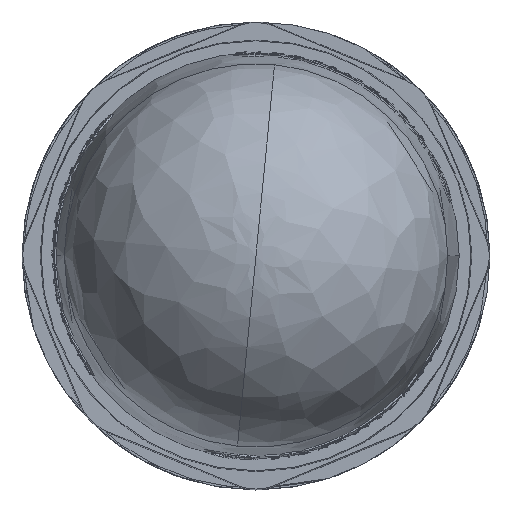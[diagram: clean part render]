
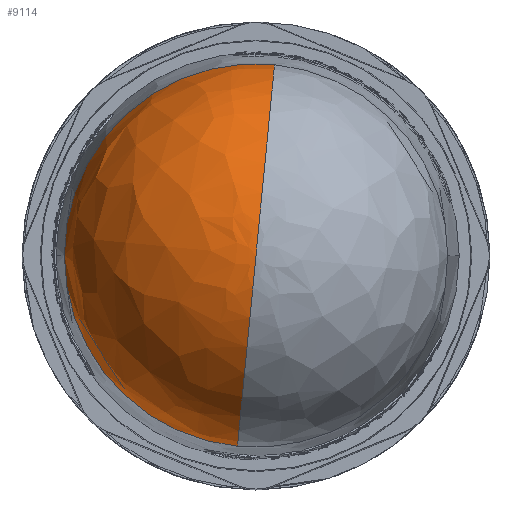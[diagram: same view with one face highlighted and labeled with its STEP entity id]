
A CAD part, top view. The second image highlights one B-rep face of the part: STEP entity #9114.
In plain terms, the highlighted free-form (B-spline) face has degree [3, 3] with [4, 4] control points.
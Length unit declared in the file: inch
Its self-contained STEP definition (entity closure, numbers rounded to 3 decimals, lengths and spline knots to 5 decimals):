
#325 = CARTESIAN_POINT ( 'NONE',  ( -0.03346, 0.00689, 1.04449 ) ) ;
#1618 = CARTESIAN_POINT ( 'NONE',  ( -0.03346, 0.00689, 0.57992 ) ) ;
#2918 = CARTESIAN_POINT ( 'NONE',  ( -0.57057, -0.19938, 1.04449 ) ) ;
#5668 = CARTESIAN_POINT ( 'NONE',  ( -0.00855, 0.26299, 1.04449 ) ) ;
#5892 = CARTESIAN_POINT ( 'NONE',  ( -0.07834, -0.45437, 0.61233 ) ) ;
#6060 = AXIS2_PLACEMENT_3D ( 'NONE', #16966, #22368, #27882 ) ;
#6136 = CIRCLE ( 'NONE', #6060, 0.46457 ) ;
#6146 = EDGE_CURVE ( 'NONE', #10400, #30096, #21441, .T. ) ;
#7410 = DIRECTION ( 'NONE',  ( 0.995, -0.097, 0. ) ) ;
#7486 = ORIENTED_EDGE ( 'NONE', *, *, #19609, .T. ) ;
#7763 = EDGE_CURVE ( 'NONE', #12869, #24024, #12982, .T. ) ;
#8280 = CARTESIAN_POINT ( 'NONE',  ( 0.01141, 0.46815, 0.61233 ) ) ;
#8400 = CARTESIAN_POINT ( 'NONE',  ( -0.03346, 0.00689, 1.04449 ) ) ;
#9114 = ADVANCED_FACE ( 'NONE', ( #20029 ), #20310, .T. ) ;
#10400 = VERTEX_POINT ( 'NONE', #23413 ) ;
#10892 = CARTESIAN_POINT ( 'NONE',  ( -0.91111, 0.5579, 0.61233 ) ) ;
#11139 = CARTESIAN_POINT ( 'NONE',  ( -1.00085, -0.36462, 0.61233 ) ) ;
#11166 = EDGE_CURVE ( 'NONE', #12869, #10400, #15731, .T. ) ;
#12869 = VERTEX_POINT ( 'NONE', #14111 ) ;
#12982 = CIRCLE ( 'NONE', #13973, 0.46457 ) ;
#12983 = CARTESIAN_POINT ( 'NONE',  ( 0.00967, 0.45028, 0.86901 ) ) ;
#13390 = DIRECTION ( 'NONE',  ( 0., 0., 1. ) ) ;
#13697 = CARTESIAN_POINT ( 'NONE',  ( -0.0766, -0.4365, 0.86901 ) ) ;
#13973 = AXIS2_PLACEMENT_3D ( 'NONE', #1618, #7410, #31535 ) ;
#14111 = CARTESIAN_POINT ( 'NONE',  ( 0.01141, 0.46815, 0.61233 ) ) ;
#14193 = ORIENTED_EDGE ( 'NONE', *, *, #7763, .F. ) ;
#14785 = CARTESIAN_POINT ( 'NONE',  ( -0.03346, 0.00689, 0.61233 ) ) ;
#15731 = CIRCLE ( 'NONE', #28661, 0.46344 ) ;
#16155 = EDGE_LOOP ( 'NONE', ( #14193, #25289, #18445, #7486 ) ) ;
#16391 = CARTESIAN_POINT ( 'NONE',  ( -0.05838, -0.24921, 1.04449 ) ) ;
#16507 = CARTESIAN_POINT ( 'NONE',  ( -0.87711, 0.53656, 0.86901 ) ) ;
#16966 = CARTESIAN_POINT ( 'NONE',  ( -0.03346, 0.00689, 0.57992 ) ) ;
#18445 = ORIENTED_EDGE ( 'NONE', *, *, #6146, .T. ) ;
#19609 = EDGE_CURVE ( 'NONE', #30096, #24024, #6136, .T. ) ;
#20029 = FACE_OUTER_BOUND ( 'NONE', #16155, .T. ) ;
#20272 = DIRECTION ( 'NONE',  ( 0., 0., 1. ) ) ;
#20310 =( BOUNDED_SURFACE ( )  B_SPLINE_SURFACE ( 3, 3, ( 
 ( #5892, #11139, #10892, #8280 ),
 ( #13697, #32506, #16507, #12983 ),
 ( #16391, #2918, #21776, #5668 ),
 ( #24457, #8400, #27174, #325 ) ),
 .UNSPECIFIED., .F., .F., .F. ) 
 B_SPLINE_SURFACE_WITH_KNOTS ( ( 4, 4 ),
 ( 4, 4 ),
 ( 0., 1. ),
 ( 0., 1. ),
 .UNSPECIFIED. ) 
 GEOMETRIC_REPRESENTATION_ITEM ( )  RATIONAL_B_SPLINE_SURFACE ( (
 ( 1., 0.333, 0.333, 1.),
 ( 0.821, 0.274, 0.274, 0.821),
 ( 0.821, 0.274, 0.274, 0.821),
 ( 1., 0.333, 0.333, 1.) ) ) 
 REPRESENTATION_ITEM ( '' )  SURFACE ( )  );
#21441 = CIRCLE ( 'NONE', #33089, 0.46344 ) ;
#21776 = CARTESIAN_POINT ( 'NONE',  ( -0.52074, 0.31282, 1.04449 ) ) ;
#22368 = DIRECTION ( 'NONE',  ( -0.995, 0.097, 0. ) ) ;
#23413 = CARTESIAN_POINT ( 'NONE',  ( -0.4969, 0.00689, 0.61233 ) ) ;
#24024 = VERTEX_POINT ( 'NONE', #34748 ) ;
#24457 = CARTESIAN_POINT ( 'NONE',  ( -0.03346, 0.00689, 1.04449 ) ) ;
#25289 = ORIENTED_EDGE ( 'NONE', *, *, #11166, .T. ) ;
#26394 = DIRECTION ( 'NONE',  ( -0.097, -0.995, 0. ) ) ;
#27174 = CARTESIAN_POINT ( 'NONE',  ( -0.03346, 0.00689, 1.04449 ) ) ;
#27882 = DIRECTION ( 'NONE',  ( 0., 0., -1. ) ) ;
#28661 = AXIS2_PLACEMENT_3D ( 'NONE', #14785, #20272, #33696 ) ;
#30096 = VERTEX_POINT ( 'NONE', #32843 ) ;
#31535 = DIRECTION ( 'NONE',  ( 0., 0., -1. ) ) ;
#31978 = CARTESIAN_POINT ( 'NONE',  ( -0.03346, 0.00689, 0.61233 ) ) ;
#32506 = CARTESIAN_POINT ( 'NONE',  ( -0.96339, -0.35023, 0.86901 ) ) ;
#32843 = CARTESIAN_POINT ( 'NONE',  ( -0.07834, -0.45437, 0.61233 ) ) ;
#33089 = AXIS2_PLACEMENT_3D ( 'NONE', #31978, #13390, #26394 ) ;
#33696 = DIRECTION ( 'NONE',  ( -0.097, -0.995, 0. ) ) ;
#34748 = CARTESIAN_POINT ( 'NONE',  ( -0.03346, 0.00689, 1.04449 ) ) ;
